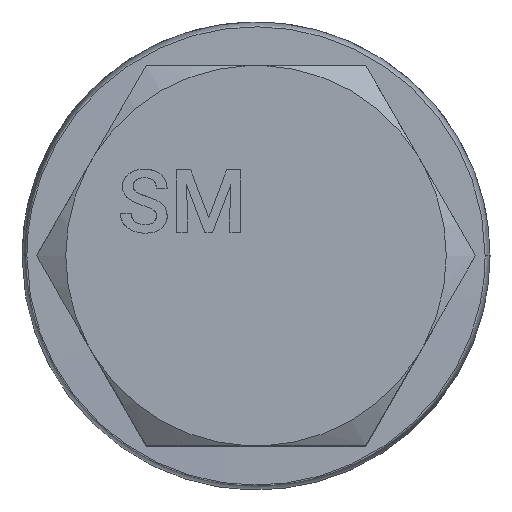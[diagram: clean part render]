
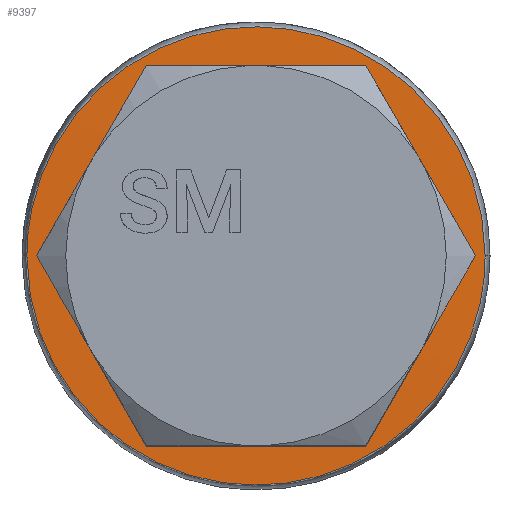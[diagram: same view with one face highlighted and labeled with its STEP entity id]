
A CAD part, top view. The second image highlights one B-rep face of the part: STEP entity #9397.
In plain terms, the highlighted free-form (B-spline) face has degree [2, 1] with [9, 2] control points.
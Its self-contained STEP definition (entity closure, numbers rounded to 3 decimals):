
#9099 = VERTEX_POINT('',#9100);
#9100 = CARTESIAN_POINT('',(10.685,0.,-1.369));
#9122 = EDGE_CURVE('',#9123,#9099,#9125,.T.);
#9123 = VERTEX_POINT('',#9124);
#9124 = CARTESIAN_POINT('',(-10.685,0.,-1.369));
#9125 = ( BOUNDED_CURVE() B_SPLINE_CURVE(2,(#9126,#9127,#9128,#9129,
#9130),.UNSPECIFIED.,.F.,.F.) B_SPLINE_CURVE_WITH_KNOTS((3,2,3),(
    3.142,4.712,6.283),
.PIECEWISE_BEZIER_KNOTS.) CURVE() GEOMETRIC_REPRESENTATION_ITEM() 
RATIONAL_B_SPLINE_CURVE((1.,0.707,1.,0.707,1.)) 
REPRESENTATION_ITEM('') );
#9126 = CARTESIAN_POINT('',(-10.685,0.,
    -1.369));
#9127 = CARTESIAN_POINT('',(-10.685,-10.685,
    -1.369));
#9128 = CARTESIAN_POINT('',(0.,-10.685,
    -1.369));
#9129 = CARTESIAN_POINT('',(10.685,-10.685,
    -1.369));
#9130 = CARTESIAN_POINT('',(10.685,0.,
    -1.369));
#9289 = EDGE_CURVE('',#9099,#9123,#9290,.T.);
#9290 = ( BOUNDED_CURVE() B_SPLINE_CURVE(2,(#9291,#9292,#9293,#9294,
#9295),.UNSPECIFIED.,.F.,.F.) B_SPLINE_CURVE_WITH_KNOTS((3,2,3),(0.,
1.571,3.142),.PIECEWISE_BEZIER_KNOTS.) CURVE() 
GEOMETRIC_REPRESENTATION_ITEM() RATIONAL_B_SPLINE_CURVE((1.,
0.707,1.,0.707,1.)) REPRESENTATION_ITEM('') );
#9291 = CARTESIAN_POINT('',(10.685,0.,-1.369));
#9292 = CARTESIAN_POINT('',(10.685,10.685,
    -1.369));
#9293 = CARTESIAN_POINT('',(0.,10.685,
    -1.369));
#9294 = CARTESIAN_POINT('',(-10.685,10.685,
    -1.369));
#9295 = CARTESIAN_POINT('',(-10.685,0.,
    -1.369));
#9397 = ADVANCED_FACE('',(#9398),#9428,.T.);
#9398 = FACE_BOUND('',#9399,.T.);
#9399 = EDGE_LOOP('',(#9400,#9401,#9402,#9409,#9419,#9427));
#9400 = ORIENTED_EDGE('',*,*,#9289,.T.);
#9401 = ORIENTED_EDGE('',*,*,#9122,.T.);
#9402 = ORIENTED_EDGE('',*,*,#9403,.T.);
#9403 = EDGE_CURVE('',#9099,#9404,#9406,.T.);
#9404 = VERTEX_POINT('',#9405);
#9405 = CARTESIAN_POINT('',(5.82,0.,
    -1.318));
#9406 = B_SPLINE_CURVE_WITH_KNOTS('',1,(#9407,#9408),.UNSPECIFIED.,.F.,
  .F.,(2,2),(-1.783,1.783),.PIECEWISE_BEZIER_KNOTS.);
#9407 = CARTESIAN_POINT('',(10.685,0.,
    -1.369));
#9408 = CARTESIAN_POINT('',(5.82,0.,
    -1.318));
#9409 = ORIENTED_EDGE('',*,*,#9410,.F.);
#9410 = EDGE_CURVE('',#9411,#9404,#9413,.T.);
#9411 = VERTEX_POINT('',#9412);
#9412 = CARTESIAN_POINT('',(-5.82,0.,-1.318));
#9413 = ( BOUNDED_CURVE() B_SPLINE_CURVE(2,(#9414,#9415,#9416,#9417,
#9418),.UNSPECIFIED.,.F.,.F.) B_SPLINE_CURVE_WITH_KNOTS((3,2,3),(
    3.142,4.712,6.283),
.PIECEWISE_BEZIER_KNOTS.) CURVE() GEOMETRIC_REPRESENTATION_ITEM() 
RATIONAL_B_SPLINE_CURVE((1.,0.707,1.,0.707,1.)) 
REPRESENTATION_ITEM('') );
#9414 = CARTESIAN_POINT('',(-5.82,0.,
    -1.318));
#9415 = CARTESIAN_POINT('',(-5.82,-5.82,
    -1.318));
#9416 = CARTESIAN_POINT('',(0.,-5.82,
    -1.318));
#9417 = CARTESIAN_POINT('',(5.82,-5.82,
    -1.318));
#9418 = CARTESIAN_POINT('',(5.82,0.,
    -1.318));
#9419 = ORIENTED_EDGE('',*,*,#9420,.F.);
#9420 = EDGE_CURVE('',#9404,#9411,#9421,.T.);
#9421 = ( BOUNDED_CURVE() B_SPLINE_CURVE(2,(#9422,#9423,#9424,#9425,
#9426),.UNSPECIFIED.,.F.,.F.) B_SPLINE_CURVE_WITH_KNOTS((3,2,3),(0.,
1.571,3.142),.PIECEWISE_BEZIER_KNOTS.) CURVE() 
GEOMETRIC_REPRESENTATION_ITEM() RATIONAL_B_SPLINE_CURVE((1.,
0.707,1.,0.707,1.)) REPRESENTATION_ITEM('') );
#9422 = CARTESIAN_POINT('',(5.82,0.,-1.318));
#9423 = CARTESIAN_POINT('',(5.82,5.82,
    -1.318));
#9424 = CARTESIAN_POINT('',(0.,5.82,
    -1.318));
#9425 = CARTESIAN_POINT('',(-5.82,5.82,
    -1.318));
#9426 = CARTESIAN_POINT('',(-5.82,0.,
    -1.318));
#9427 = ORIENTED_EDGE('',*,*,#9403,.F.);
#9428 = ( BOUNDED_SURFACE() B_SPLINE_SURFACE(2,1,(
    (#9429,#9430)
    ,(#9431,#9432)
    ,(#9433,#9434)
    ,(#9435,#9436)
    ,(#9437,#9438)
    ,(#9439,#9440)
    ,(#9441,#9442)
    ,(#9443,#9444)
    ,(#9445,#9446
)),.UNSPECIFIED.,.T.,.F.,.F.) B_SPLINE_SURFACE_WITH_KNOTS((3,2,2,2,3),(2
    ,2),(3.142,4.189,6.283,8.378,
    9.425),(-1.783,1.783),.UNSPECIFIED.) 
GEOMETRIC_REPRESENTATION_ITEM() RATIONAL_B_SPLINE_SURFACE((
    (0.75,0.75)
    ,(0.75,0.75)
    ,(1.,1.)
    ,(0.5,0.5)
    ,(1.,1.)
    ,(0.5,0.5)
    ,(1.,1.)
    ,(0.75,0.75)
,(0.75,0.75))) REPRESENTATION_ITEM('') SURFACE() );
#9429 = CARTESIAN_POINT('',(5.82,0.,
    -1.318));
#9430 = CARTESIAN_POINT('',(10.685,0.,
    -1.369));
#9431 = CARTESIAN_POINT('',(5.82,-3.36,
    -1.318));
#9432 = CARTESIAN_POINT('',(10.685,-6.169,
    -1.369));
#9433 = CARTESIAN_POINT('',(2.91,-5.04,
    -1.318));
#9434 = CARTESIAN_POINT('',(5.342,-9.253,
    -1.369));
#9435 = CARTESIAN_POINT('',(-5.82,-10.08,
    -1.318));
#9436 = CARTESIAN_POINT('',(-10.685,-18.506,
    -1.369));
#9437 = CARTESIAN_POINT('',(-5.82,0.,-1.318));
#9438 = CARTESIAN_POINT('',(-10.685,0.,-1.369));
#9439 = CARTESIAN_POINT('',(-5.82,10.08,
    -1.318));
#9440 = CARTESIAN_POINT('',(-10.685,18.506,
    -1.369));
#9441 = CARTESIAN_POINT('',(2.91,5.04,
    -1.318));
#9442 = CARTESIAN_POINT('',(5.342,9.253,-1.369
    ));
#9443 = CARTESIAN_POINT('',(5.82,3.36,
    -1.318));
#9444 = CARTESIAN_POINT('',(10.685,6.169,
    -1.369));
#9445 = CARTESIAN_POINT('',(5.82,0.,
    -1.318));
#9446 = CARTESIAN_POINT('',(10.685,0.,
    -1.369));
